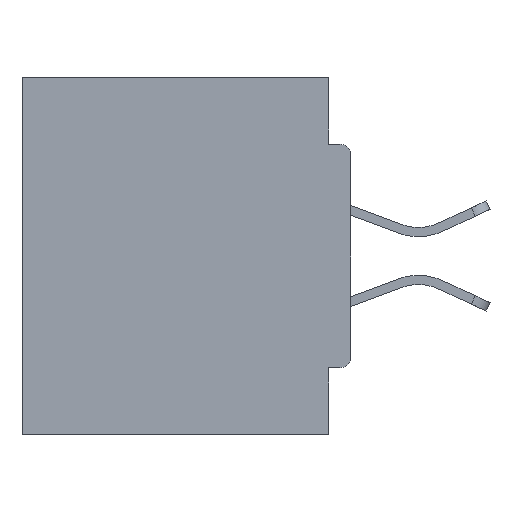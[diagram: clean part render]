
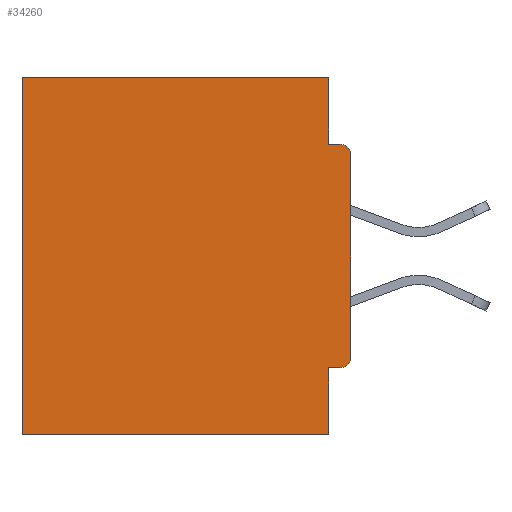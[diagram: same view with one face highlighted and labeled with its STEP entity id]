
A CAD part, left-side view. The second image highlights one B-rep face of the part: STEP entity #34260.
In plain terms, the highlighted planar face has unit normal (-1, 0, 0).
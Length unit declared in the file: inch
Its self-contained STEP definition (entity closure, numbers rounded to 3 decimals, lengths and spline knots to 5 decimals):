
#261 = LINE ( 'NONE', #29709, #34192 ) ;
#849 = EDGE_CURVE ( 'NONE', #1951, #7500, #20316, .T. ) ;
#855 = ORIENTED_EDGE ( 'NONE', *, *, #42393, .T. ) ;
#1951 = VERTEX_POINT ( 'NONE', #25056 ) ;
#1988 = VERTEX_POINT ( 'NONE', #36771 ) ;
#3262 = CARTESIAN_POINT ( 'NONE',  ( 0.298, 0.015, -0.1085 ) ) ;
#3582 = CARTESIAN_POINT ( 'NONE',  ( 0.298, 0.015, -0.4065 ) ) ;
#4206 = ORIENTED_EDGE ( 'NONE', *, *, #19491, .F. ) ;
#4561 = AXIS2_PLACEMENT_3D ( 'NONE', #3262, #38353, #6485 ) ;
#4563 = CARTESIAN_POINT ( 'NONE',  ( 0.298, 0., -0.1085 ) ) ;
#4701 = LINE ( 'NONE', #6972, #31534 ) ;
#4846 = DIRECTION ( 'NONE',  ( 0., 1., 0. ) ) ;
#5703 = DIRECTION ( 'NONE',  ( 0., 0., -1. ) ) ;
#5789 = ORIENTED_EDGE ( 'NONE', *, *, #35551, .T. ) ;
#6175 = VERTEX_POINT ( 'NONE', #9192 ) ;
#6485 = DIRECTION ( 'NONE',  ( 0., 0., -1. ) ) ;
#6972 = CARTESIAN_POINT ( 'NONE',  ( 0.298, 0., -0.4065 ) ) ;
#7361 = LINE ( 'NONE', #25785, #23188 ) ;
#7500 = VERTEX_POINT ( 'NONE', #14944 ) ;
#8130 = VECTOR ( 'NONE', #41859, 39.37008 ) ;
#8553 = ORIENTED_EDGE ( 'NONE', *, *, #41338, .T. ) ;
#9192 = CARTESIAN_POINT ( 'NONE',  ( 0.298, 0.031, -0.5 ) ) ;
#9314 = CARTESIAN_POINT ( 'NONE',  ( 0.298, 0., -0.3915 ) ) ;
#9961 = EDGE_CURVE ( 'NONE', #32959, #42059, #13049, .T. ) ;
#10035 = DIRECTION ( 'NONE',  ( 0., 1., 0. ) ) ;
#11063 = DIRECTION ( 'NONE',  ( 0., 1., 0. ) ) ;
#12743 = CARTESIAN_POINT ( 'NONE',  ( 0.298, 0.031, 0. ) ) ;
#12950 = CARTESIAN_POINT ( 'NONE',  ( 0.298, 0., -0.0935 ) ) ;
#13049 = LINE ( 'NONE', #28140, #8130 ) ;
#13556 = DIRECTION ( 'NONE',  ( 0., 0., -1. ) ) ;
#14003 = VECTOR ( 'NONE', #13556, 39.37008 ) ;
#14838 = EDGE_CURVE ( 'NONE', #6175, #42994, #25847, .T. ) ;
#14944 = CARTESIAN_POINT ( 'NONE',  ( 0.298, 0.015, -0.0935 ) ) ;
#15581 = PLANE ( 'NONE',  #16882 ) ;
#15944 = ORIENTED_EDGE ( 'NONE', *, *, #19480, .F. ) ;
#16631 = AXIS2_PLACEMENT_3D ( 'NONE', #43334, #26235, #43494 ) ;
#16882 = AXIS2_PLACEMENT_3D ( 'NONE', #43573, #40129, #29828 ) ;
#19480 = EDGE_CURVE ( 'NONE', #43064, #6175, #24399, .T. ) ;
#19491 = EDGE_CURVE ( 'NONE', #21128, #43064, #4701, .T. ) ;
#20316 = LINE ( 'NONE', #12950, #36868 ) ;
#20364 = VECTOR ( 'NONE', #11063, 39.37008 ) ;
#21128 = VERTEX_POINT ( 'NONE', #3582 ) ;
#21586 = CIRCLE ( 'NONE', #4561, 0.015 ) ;
#21920 = VECTOR ( 'NONE', #31085, 39.37008 ) ;
#22090 = ORIENTED_EDGE ( 'NONE', *, *, #9961, .F. ) ;
#23188 = VECTOR ( 'NONE', #4846, 39.37008 ) ;
#24236 = CARTESIAN_POINT ( 'NONE',  ( 0.298, 0.031, -0.5 ) ) ;
#24314 = EDGE_LOOP ( 'NONE', ( #8553, #42997, #25936, #855, #5789, #24894, #15944, #4206, #34107, #22090 ) ) ;
#24399 = LINE ( 'NONE', #24236, #14003 ) ;
#24894 = ORIENTED_EDGE ( 'NONE', *, *, #14838, .F. ) ;
#25056 = CARTESIAN_POINT ( 'NONE',  ( 0.298, 0.031, -0.0935 ) ) ;
#25785 = CARTESIAN_POINT ( 'NONE',  ( 0.298, 0., 0. ) ) ;
#25847 = LINE ( 'NONE', #41577, #20364 ) ;
#25936 = ORIENTED_EDGE ( 'NONE', *, *, #45307, .F. ) ;
#26235 = DIRECTION ( 'NONE',  ( -1., 0., 0. ) ) ;
#26813 = CIRCLE ( 'NONE', #16631, 0.015 ) ;
#26909 = CARTESIAN_POINT ( 'NONE',  ( 0.298, 0.031, -0.4065 ) ) ;
#28140 = CARTESIAN_POINT ( 'NONE',  ( 0.298, 0., 0. ) ) ;
#29709 = CARTESIAN_POINT ( 'NONE',  ( 0.298, 0.031, -0.5 ) ) ;
#29828 = DIRECTION ( 'NONE',  ( 0., 0., -1. ) ) ;
#31085 = DIRECTION ( 'NONE',  ( 0., 0., -1. ) ) ;
#31534 = VECTOR ( 'NONE', #10035, 39.37008 ) ;
#32328 = CARTESIAN_POINT ( 'NONE',  ( 0.298, 0.46, -0.5 ) ) ;
#32959 = VERTEX_POINT ( 'NONE', #4563 ) ;
#34107 = ORIENTED_EDGE ( 'NONE', *, *, #35943, .T. ) ;
#34192 = VECTOR ( 'NONE', #5703, 39.37008 ) ;
#34260 = ADVANCED_FACE ( 'NONE', ( #41813 ), #15581, .F. ) ;
#34950 = CARTESIAN_POINT ( 'NONE',  ( 0.298, 0.46, 0. ) ) ;
#35175 = LINE ( 'NONE', #34950, #21920 ) ;
#35551 = EDGE_CURVE ( 'NONE', #1988, #42994, #35175, .T. ) ;
#35943 = EDGE_CURVE ( 'NONE', #21128, #42059, #26813, .T. ) ;
#36563 = VERTEX_POINT ( 'NONE', #12743 ) ;
#36771 = CARTESIAN_POINT ( 'NONE',  ( 0.298, 0.46, 0. ) ) ;
#36868 = VECTOR ( 'NONE', #40971, 39.37008 ) ;
#38353 = DIRECTION ( 'NONE',  ( -1., 0., 0. ) ) ;
#40129 = DIRECTION ( 'NONE',  ( 1., 0., 0. ) ) ;
#40971 = DIRECTION ( 'NONE',  ( 0., -1., 0. ) ) ;
#41338 = EDGE_CURVE ( 'NONE', #32959, #7500, #21586, .T. ) ;
#41577 = CARTESIAN_POINT ( 'NONE',  ( 0.298, 0., -0.5 ) ) ;
#41813 = FACE_OUTER_BOUND ( 'NONE', #24314, .T. ) ;
#41859 = DIRECTION ( 'NONE',  ( 0., 0., -1. ) ) ;
#42059 = VERTEX_POINT ( 'NONE', #9314 ) ;
#42393 = EDGE_CURVE ( 'NONE', #36563, #1988, #7361, .T. ) ;
#42994 = VERTEX_POINT ( 'NONE', #32328 ) ;
#42997 = ORIENTED_EDGE ( 'NONE', *, *, #849, .F. ) ;
#43064 = VERTEX_POINT ( 'NONE', #26909 ) ;
#43334 = CARTESIAN_POINT ( 'NONE',  ( 0.298, 0.015, -0.3915 ) ) ;
#43494 = DIRECTION ( 'NONE',  ( 0., 0., -1. ) ) ;
#43573 = CARTESIAN_POINT ( 'NONE',  ( 0.298, 0., 0. ) ) ;
#45307 = EDGE_CURVE ( 'NONE', #36563, #1951, #261, .T. ) ;
